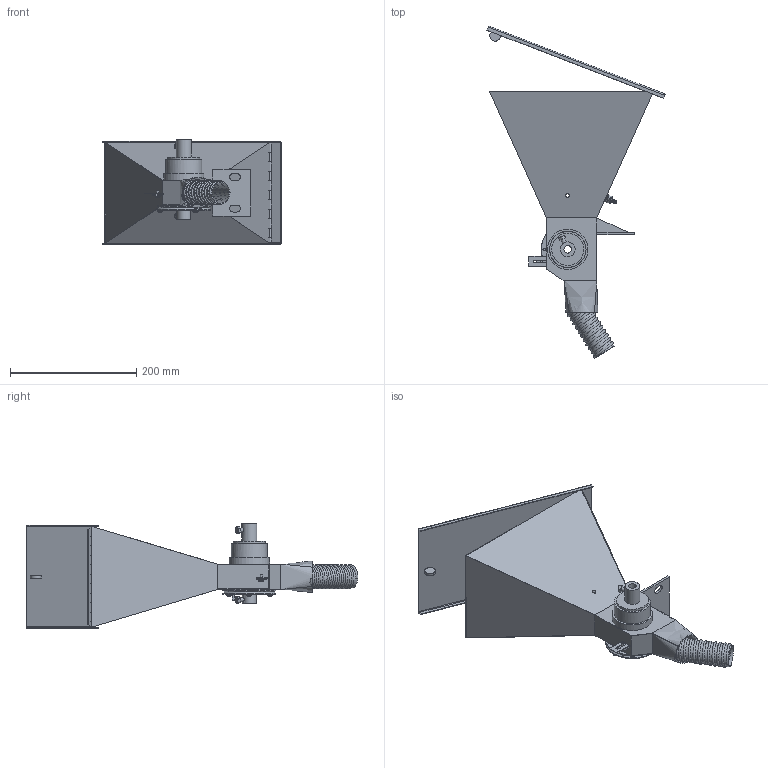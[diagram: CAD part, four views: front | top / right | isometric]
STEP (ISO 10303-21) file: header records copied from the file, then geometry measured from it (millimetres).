
FILE_DESCRIPTION((' '),'2;1');
FILE_NAME( 'STV4___ ______ ______.stp', '2018-03- 2T20:01:53', (' '), ('--- Datakit www.datakit.com---'), ' Datakit CrossCadWare V2017.1 Dec 27 2016', 'DATAKIT 2018 (c)', ' ');
FILE_SCHEMA(('AP203_CONFIGURATION_CONTROLLED_3D_DESIGN_OF_MECHANICAL_PARTS_AND_ASSEMBLIES_MIM_LF { 1 0 10303 403 2 1 2}'));
Length unit declared in the file: millimetre
Products named in the file (18): STV4СТВ  бункер; STV4СТВ  бункер пластина к корпусу; STV4pan head cross recess screw_iso; STV4СТВ высевной барабан 2; STV4СТВ прокладка к барабану2; STV4СТВ нож-сбрасыватель; STV4СТВ  крышка бункера; STV4СТВ  бункер (прокладка резиновая); STV4СТВ бункер кисточка; STV4hex screw gradec_iso; STV4plain washer normal grade c_iso; STV4wing nut 01_din; STV4СТВ приводная втулка; STV4СТВ втулка ограничитель; STV4hex screw gradec_iso--1; STV4СТВ  ворошитель семян; STV4СТВ трубка рессоры шасси; STV4СТВ бункер сборка
Assembly tree (23 placements, depth 2):
  STV4СТВ бункер сборка
    STV4СТВ  бункер
    STV4СТВ  бункер пластина к корпусу
    STV4pan head cross recess screw_iso  x5
    STV4СТВ высевной барабан 2
    STV4СТВ прокладка к барабану2
    STV4СТВ нож-сбрасыватель
    STV4СТВ  крышка бункера
    STV4СТВ  бункер (прокладка резиновая)
    STV4СТВ бункер кисточка
    STV4hex screw gradec_iso
    STV4plain washer normal grade c_iso  x2
    STV4wing nut 01_din
    STV4СТВ приводная втулка
    STV4СТВ втулка ограничитель
    STV4hex screw gradec_iso--1  x2
    STV4СТВ  ворошитель семян
    STV4СТВ трубка рессоры шасси
Bounding box: 282.45 x 526.16 x 165.46 mm (x, y, z)
Volume: 480132.4 mm3; surface area: 525349.8 mm2
Topology: 31 solids, 31 shells, 728 faces, 1774 edges, 1120 vertices
Faces by surface type: plane 397, cylinder 203, cone 66, bspline 33, torus 17, sphere 5, offset 4, extrusion 3
Full cylindrical faces by diameter (mm): 3 x1, 3.5 x6, 4 x7, 5 x3, 6 x12, 6.6 x2, 7 x2, 8 x5, 10 x1, 12 x3, 13 x3, 17 x1, 22 x1, 23.5 x1, 33 x1, 35 x1, 47 x1, 51 x1, 57 x3, 58 x2, 61 x2, 64 x3, 68 x1, 69 x2, 84 x2
Entity records: 29257 total; most frequent: CARTESIAN_POINT 15154, DIRECTION 2838, ORIENTED_EDGE 2712, EDGE_CURVE 1356, AXIS2_PLACEMENT_3D 1103, VERTEX_POINT 905, EDGE_LOOP 753, VECTOR 632
